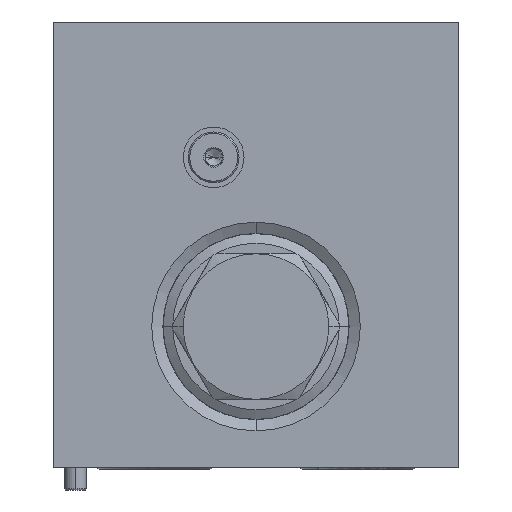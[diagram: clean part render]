
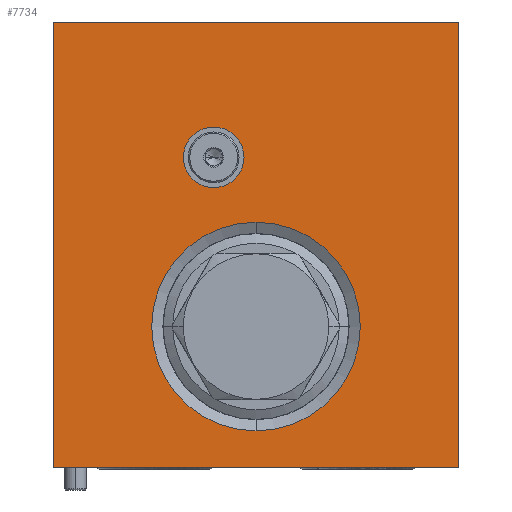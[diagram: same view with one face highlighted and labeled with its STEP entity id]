
A CAD part, left-side view. The second image highlights one B-rep face of the part: STEP entity #7734.
In plain terms, the highlighted planar face has unit normal (-1, 0, 0).
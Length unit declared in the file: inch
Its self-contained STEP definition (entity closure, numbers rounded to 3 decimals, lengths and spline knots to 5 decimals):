
#9=DIRECTION('',(0.,-1.,0.));
#10=VECTOR('',#9,4.5);
#11=CARTESIAN_POINT('',(0.,0.,0.));
#12=LINE('',#11,#10);
#2134=DIRECTION('',(0.,-1.,0.));
#2135=VECTOR('',#2134,4.5);
#2136=CARTESIAN_POINT('',(0.,0.,4.938));
#2137=LINE('',#2136,#2135);
#3115=DIRECTION('',(0.,0.,1.));
#3116=VECTOR('',#3115,4.938);
#3117=CARTESIAN_POINT('',(0.,0.,0.));
#3118=LINE('',#3117,#3116);
#3119=CARTESIAN_POINT('',(0.,-2.25,1.562));
#3120=DIRECTION('',(1.,0.,0.));
#3121=DIRECTION('',(0.,0.,-1.));
#3122=AXIS2_PLACEMENT_3D('',#3119,#3120,#3121);
#3124=CARTESIAN_POINT('',(0.,-2.25,1.562));
#3125=DIRECTION('',(1.,0.,0.));
#3126=DIRECTION('',(0.,0.,1.));
#3127=AXIS2_PLACEMENT_3D('',#3124,#3125,#3126);
#3129=CARTESIAN_POINT('',(0.,-1.781,3.438));
#3130=DIRECTION('',(1.,0.,0.));
#3131=DIRECTION('',(0.,0.,-1.));
#3132=AXIS2_PLACEMENT_3D('',#3129,#3130,#3131);
#3134=CARTESIAN_POINT('',(0.,-1.781,3.438));
#3135=DIRECTION('',(1.,0.,0.));
#3136=DIRECTION('',(0.,0.,1.));
#3137=AXIS2_PLACEMENT_3D('',#3134,#3135,#3136);
#3147=DIRECTION('',(0.,0.,1.));
#3148=VECTOR('',#3147,4.938);
#3149=CARTESIAN_POINT('',(0.,-4.5,0.));
#3150=LINE('',#3149,#3148);
#5010=CARTESIAN_POINT('',(0.,0.,0.));
#5011=CARTESIAN_POINT('',(0.,-4.5,0.));
#5012=VERTEX_POINT('',#5010);
#5013=VERTEX_POINT('',#5011);
#5014=CARTESIAN_POINT('',(0.,0.,4.938));
#5015=CARTESIAN_POINT('',(0.,-4.5,4.938));
#5016=VERTEX_POINT('',#5014);
#5017=VERTEX_POINT('',#5015);
#5141=CARTESIAN_POINT('',(0.,-2.25,0.406));
#5142=CARTESIAN_POINT('',(0.,-2.25,2.718));
#5143=VERTEX_POINT('',#5141);
#5144=VERTEX_POINT('',#5142);
#5185=CARTESIAN_POINT('',(0.,-1.781,3.102));
#5186=CARTESIAN_POINT('',(0.,-1.781,3.774));
#5187=VERTEX_POINT('',#5185);
#5188=VERTEX_POINT('',#5186);
#7710=CARTESIAN_POINT('',(0.,0.,0.));
#7711=DIRECTION('',(-1.,0.,0.));
#7712=DIRECTION('',(0.,-1.,0.));
#7713=AXIS2_PLACEMENT_3D('',#7710,#7711,#7712);
#7714=PLANE('',#7713);
#7715=ORIENTED_EDGE('',*,*,#5697,.F.);
#7717=ORIENTED_EDGE('',*,*,#7716,.T.);
#7718=ORIENTED_EDGE('',*,*,#6942,.T.);
#7720=ORIENTED_EDGE('',*,*,#7719,.F.);
#7721=EDGE_LOOP('',(#7715,#7717,#7718,#7720));
#7722=FACE_OUTER_BOUND('',#7721,.F.);
#7724=ORIENTED_EDGE('',*,*,#7723,.F.);
#7726=ORIENTED_EDGE('',*,*,#7725,.F.);
#7727=EDGE_LOOP('',(#7724,#7726));
#7728=FACE_BOUND('',#7727,.F.);
#7730=ORIENTED_EDGE('',*,*,#7729,.F.);
#7731=ORIENTED_EDGE('',*,*,#7700,.F.);
#7732=EDGE_LOOP('',(#7730,#7731));
#7733=FACE_BOUND('',#7732,.F.);
#7734=ADVANCED_FACE('',(#7722,#7728,#7733),#7714,.T.);
#3123=CIRCLE('',#3122,1.156);
#3128=CIRCLE('',#3127,1.156);
#3133=CIRCLE('',#3132,0.336);
#3138=CIRCLE('',#3137,0.336);
#5697=EDGE_CURVE('',#5012,#5013,#12,.T.);
#6942=EDGE_CURVE('',#5016,#5017,#2137,.T.);
#7700=EDGE_CURVE('',#5188,#5187,#3138,.T.);
#7716=EDGE_CURVE('',#5012,#5016,#3118,.T.);
#7719=EDGE_CURVE('',#5013,#5017,#3150,.T.);
#7723=EDGE_CURVE('',#5143,#5144,#3123,.T.);
#7725=EDGE_CURVE('',#5144,#5143,#3128,.T.);
#7729=EDGE_CURVE('',#5187,#5188,#3133,.T.);
